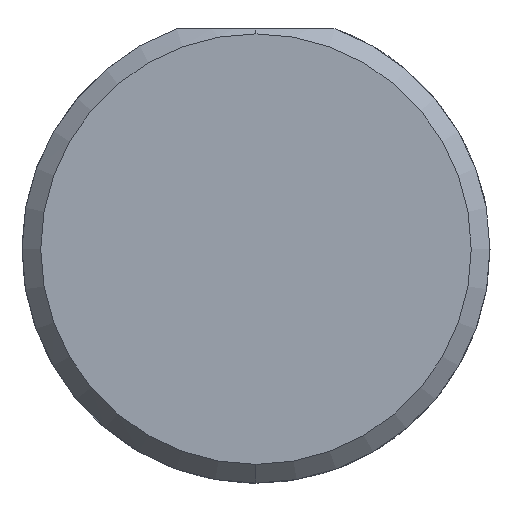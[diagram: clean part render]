
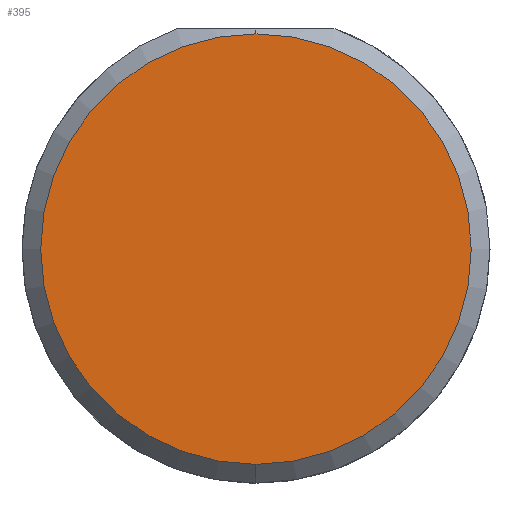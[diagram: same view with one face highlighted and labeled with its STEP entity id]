
A CAD part, left-side view. The second image highlights one B-rep face of the part: STEP entity #395.
In plain terms, the highlighted planar face has unit normal (-1, 0, 0).
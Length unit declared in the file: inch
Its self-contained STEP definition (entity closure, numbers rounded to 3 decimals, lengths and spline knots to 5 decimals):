
#21 = EDGE_CURVE ( 'NONE', #40, #222, #655, .T. ) ;
#26 = EDGE_CURVE ( 'NONE', #222, #40, #729, .T. ) ;
#40 = VERTEX_POINT ( 'NONE', #941 ) ;
#86 = DIRECTION ( 'NONE',  ( -1., 0., 0. ) ) ;
#200 = AXIS2_PLACEMENT_3D ( 'NONE', #246, #539, #850 ) ;
#205 = FACE_OUTER_BOUND ( 'NONE', #281, .T. ) ;
#208 = ORIENTED_EDGE ( 'NONE', *, *, #21, .T. ) ;
#222 = VERTEX_POINT ( 'NONE', #319 ) ;
#234 = AXIS2_PLACEMENT_3D ( 'NONE', #933, #86, #390 ) ;
#246 = CARTESIAN_POINT ( 'NONE',  ( 0., 0., 0. ) ) ;
#281 = EDGE_LOOP ( 'NONE', ( #415, #208 ) ) ;
#319 = CARTESIAN_POINT ( 'NONE',  ( 0., 0., -0.17235 ) ) ;
#354 = DIRECTION ( 'NONE',  ( 0., 0., -1. ) ) ;
#367 = CARTESIAN_POINT ( 'NONE',  ( 0., 0., 0. ) ) ;
#390 = DIRECTION ( 'NONE',  ( 0., 0., -1. ) ) ;
#395 = ADVANCED_FACE ( 'NONE', ( #205 ), #647, .F. ) ;
#415 = ORIENTED_EDGE ( 'NONE', *, *, #26, .T. ) ;
#442 = DIRECTION ( 'NONE',  ( 1., 0., 0. ) ) ;
#539 = DIRECTION ( 'NONE',  ( -1., 0., 0. ) ) ;
#596 = AXIS2_PLACEMENT_3D ( 'NONE', #367, #442, #354 ) ;
#647 = PLANE ( 'NONE',  #596 ) ;
#655 = CIRCLE ( 'NONE', #234, 0.17235 ) ;
#729 = CIRCLE ( 'NONE', #200, 0.17235 ) ;
#850 = DIRECTION ( 'NONE',  ( 0., 0., -1. ) ) ;
#933 = CARTESIAN_POINT ( 'NONE',  ( 0., 0., 0. ) ) ;
#941 = CARTESIAN_POINT ( 'NONE',  ( 0., 0., 0.17235 ) ) ;
